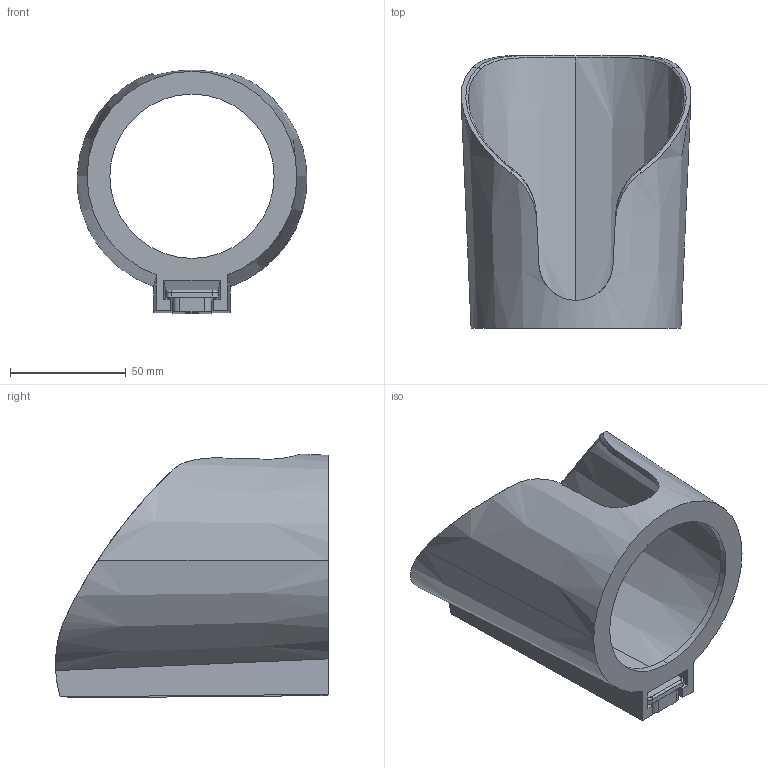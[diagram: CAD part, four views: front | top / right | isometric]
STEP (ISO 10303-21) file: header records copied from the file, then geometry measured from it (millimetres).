
FILE_DESCRIPTION (( 'STEP AP214' ), '1' );
FILE_NAME ('6530226', '2019-01-31T12:06:16', ( '' ), ('JUGARD+KÜNSTNER GmbH'), 'SwSTEP 2.0', 'SolidWorks 2017', '' );
FILE_SCHEMA (( 'AUTOMOTIVE_DESIGN' ));
Length unit declared in the file: millimetre
Products named in the file (1): 6530226_CNAJF00
Bounding box: 99.41 x 118 x 105.35 mm (x, y, z)
Volume: 118031 mm3; surface area: 70632.4 mm2
Topology: 1 solids, 1 shells, 140 faces, 408 edges, 260 vertices
Faces by surface type: bspline 41, plane 41, cone 35, cylinder 23
Entity records: 10787 total; most frequent: CARTESIAN_POINT 7467, ORIENTED_EDGE 804, DIRECTION 564, EDGE_CURVE 402, VERTEX_POINT 257, AXIS2_PLACEMENT_3D 205, LINE 154, VECTOR 154
